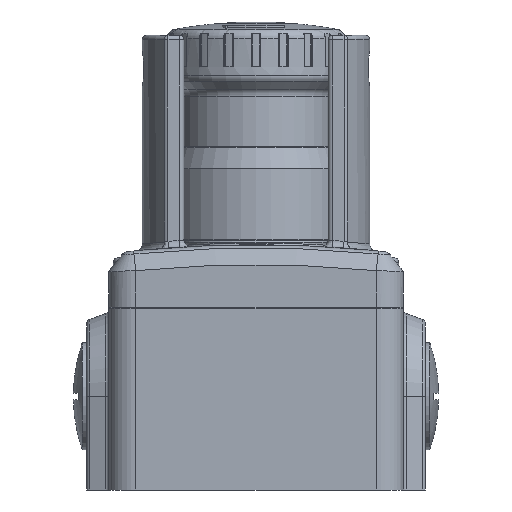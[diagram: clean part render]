
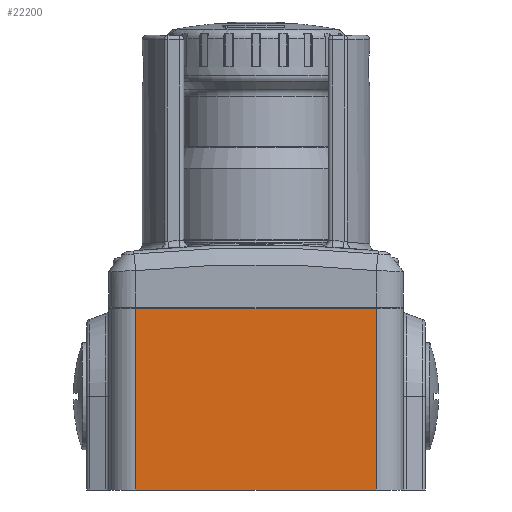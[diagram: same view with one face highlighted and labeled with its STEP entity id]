
A CAD part, front view. The second image highlights one B-rep face of the part: STEP entity #22200.
In plain terms, the highlighted planar face has unit normal (0, -1, 0).
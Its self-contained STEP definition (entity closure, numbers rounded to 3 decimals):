
#109 = VERTEX_POINT ( 'NONE', #14596 ) ;
#573 = PLANE ( 'NONE',  #28469 ) ;
#726 = DIRECTION ( 'NONE',  ( 1., 0., 0. ) ) ;
#1014 = CARTESIAN_POINT ( 'NONE',  ( -27., -35., -20.5 ) ) ;
#2952 = DIRECTION ( 'NONE',  ( -1., 0., 0. ) ) ;
#3832 = LINE ( 'NONE', #6640, #15708 ) ;
#4331 = VERTEX_POINT ( 'NONE', #11030 ) ;
#4602 = VECTOR ( 'NONE', #726, 1000. ) ;
#5533 = VECTOR ( 'NONE', #21075, 1000. ) ;
#5540 = EDGE_CURVE ( 'NONE', #15801, #4331, #3832, .T. ) ;
#5747 = LINE ( 'NONE', #16414, #17631 ) ;
#6640 = CARTESIAN_POINT ( 'NONE',  ( 27., -35., 20.5 ) ) ;
#7202 = EDGE_LOOP ( 'NONE', ( #19387, #23924, #7481, #17682 ) ) ;
#7481 = ORIENTED_EDGE ( 'NONE', *, *, #23058, .T. ) ;
#8915 = DIRECTION ( 'NONE',  ( 0., 0., 1. ) ) ;
#8970 = EDGE_CURVE ( 'NONE', #4331, #109, #11888, .T. ) ;
#10018 = CARTESIAN_POINT ( 'NONE',  ( 33., -35., 20.5 ) ) ;
#11030 = CARTESIAN_POINT ( 'NONE',  ( 27., -35., 20.3 ) ) ;
#11888 = LINE ( 'NONE', #14093, #5533 ) ;
#12405 = LINE ( 'NONE', #12578, #4602 ) ;
#12578 = CARTESIAN_POINT ( 'NONE',  ( 33., -35., -20.5 ) ) ;
#14093 = CARTESIAN_POINT ( 'NONE',  ( -27., -35., 20.3 ) ) ;
#14289 = VERTEX_POINT ( 'NONE', #1014 ) ;
#14596 = CARTESIAN_POINT ( 'NONE',  ( -27., -35., 20.3 ) ) ;
#14689 = CARTESIAN_POINT ( 'NONE',  ( 27., -35., -20.5 ) ) ;
#15708 = VECTOR ( 'NONE', #8915, 1000. ) ;
#15801 = VERTEX_POINT ( 'NONE', #14689 ) ;
#16414 = CARTESIAN_POINT ( 'NONE',  ( -27., -35., 20.5 ) ) ;
#17002 = EDGE_CURVE ( 'NONE', #14289, #15801, #12405, .T. ) ;
#17187 = DIRECTION ( 'NONE',  ( 0., 1., 0. ) ) ;
#17631 = VECTOR ( 'NONE', #18794, 1000. ) ;
#17682 = ORIENTED_EDGE ( 'NONE', *, *, #17002, .T. ) ;
#18794 = DIRECTION ( 'NONE',  ( 0., 0., -1. ) ) ;
#19387 = ORIENTED_EDGE ( 'NONE', *, *, #5540, .T. ) ;
#21075 = DIRECTION ( 'NONE',  ( -1., 0., 0. ) ) ;
#22200 = ADVANCED_FACE ( 'NONE', ( #28259 ), #573, .F. ) ;
#23058 = EDGE_CURVE ( 'NONE', #109, #14289, #5747, .T. ) ;
#23924 = ORIENTED_EDGE ( 'NONE', *, *, #8970, .T. ) ;
#28259 = FACE_OUTER_BOUND ( 'NONE', #7202, .T. ) ;
#28469 = AXIS2_PLACEMENT_3D ( 'NONE', #10018, #17187, #2952 ) ;
